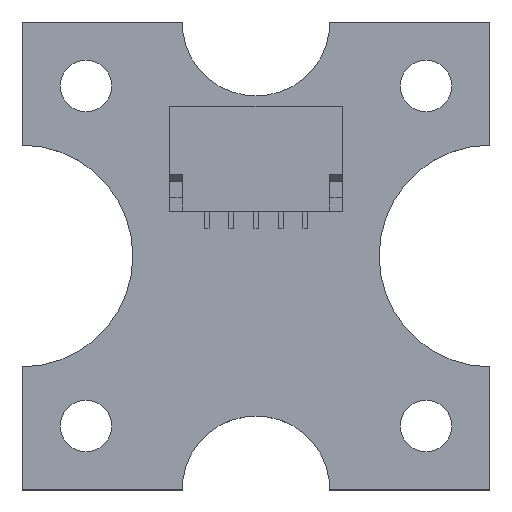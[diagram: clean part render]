
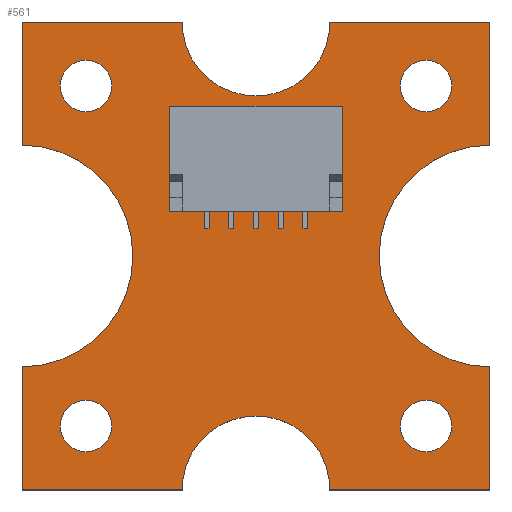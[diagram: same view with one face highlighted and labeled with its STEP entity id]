
A CAD part, top view. The second image highlights one B-rep face of the part: STEP entity #561.
In plain terms, the highlighted planar face has unit normal (0, 0, 1).
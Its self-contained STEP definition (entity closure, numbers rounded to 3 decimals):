
#24 = VERTEX_POINT('',#25);
#25 = CARTESIAN_POINT('',(-9.5,-9.5,0.));
#31 = EDGE_CURVE('',#24,#32,#34,.T.);
#32 = VERTEX_POINT('',#33);
#33 = CARTESIAN_POINT('',(-9.5,-4.501,0.));
#34 = LINE('',#35,#36);
#35 = CARTESIAN_POINT('',(-9.5,-9.5,0.));
#36 = VECTOR('',#37,1.);
#37 = DIRECTION('',(0.,1.,0.));
#62 = EDGE_CURVE('',#32,#63,#65,.T.);
#63 = VERTEX_POINT('',#64);
#64 = CARTESIAN_POINT('',(-9.5,4.501,0.));
#65 = CIRCLE('',#66,4.501);
#66 = AXIS2_PLACEMENT_3D('',#67,#68,#69);
#67 = CARTESIAN_POINT('',(-9.5,0.,0.));
#68 = DIRECTION('',(0.,0.,1.));
#69 = DIRECTION('',(-0.,-1.,0.));
#95 = EDGE_CURVE('',#63,#96,#98,.T.);
#96 = VERTEX_POINT('',#97);
#97 = CARTESIAN_POINT('',(-9.5,9.5,0.));
#98 = LINE('',#99,#100);
#99 = CARTESIAN_POINT('',(-9.5,4.501,0.));
#100 = VECTOR('',#101,1.);
#101 = DIRECTION('',(0.,1.,0.));
#126 = EDGE_CURVE('',#96,#127,#129,.T.);
#127 = VERTEX_POINT('',#128);
#128 = CARTESIAN_POINT('',(-3.002,9.5,0.));
#129 = LINE('',#130,#131);
#130 = CARTESIAN_POINT('',(-9.5,9.5,0.));
#131 = VECTOR('',#132,1.);
#132 = DIRECTION('',(1.,0.,0.));
#157 = EDGE_CURVE('',#127,#158,#160,.T.);
#158 = VERTEX_POINT('',#159);
#159 = CARTESIAN_POINT('',(3.002,9.5,0.));
#160 = CIRCLE('',#161,3.002);
#161 = AXIS2_PLACEMENT_3D('',#162,#163,#164);
#162 = CARTESIAN_POINT('',(0.,9.5,0.));
#163 = DIRECTION('',(0.,0.,1.));
#164 = DIRECTION('',(-1.,0.,-0.));
#190 = EDGE_CURVE('',#158,#191,#193,.T.);
#191 = VERTEX_POINT('',#192);
#192 = CARTESIAN_POINT('',(9.5,9.5,0.));
#193 = LINE('',#194,#195);
#194 = CARTESIAN_POINT('',(3.002,9.5,0.));
#195 = VECTOR('',#196,1.);
#196 = DIRECTION('',(1.,0.,0.));
#221 = EDGE_CURVE('',#191,#222,#224,.T.);
#222 = VERTEX_POINT('',#223);
#223 = CARTESIAN_POINT('',(9.5,4.501,0.));
#224 = LINE('',#225,#226);
#225 = CARTESIAN_POINT('',(9.5,9.5,0.));
#226 = VECTOR('',#227,1.);
#227 = DIRECTION('',(0.,-1.,0.));
#252 = EDGE_CURVE('',#222,#253,#255,.T.);
#253 = VERTEX_POINT('',#254);
#254 = CARTESIAN_POINT('',(9.5,-4.501,0.));
#255 = CIRCLE('',#256,4.501);
#256 = AXIS2_PLACEMENT_3D('',#257,#258,#259);
#257 = CARTESIAN_POINT('',(9.5,0.,0.));
#258 = DIRECTION('',(0.,-0.,1.));
#259 = DIRECTION('',(0.,1.,0.));
#285 = EDGE_CURVE('',#253,#286,#288,.T.);
#286 = VERTEX_POINT('',#287);
#287 = CARTESIAN_POINT('',(9.5,-9.5,0.));
#288 = LINE('',#289,#290);
#289 = CARTESIAN_POINT('',(9.5,-4.501,0.));
#290 = VECTOR('',#291,1.);
#291 = DIRECTION('',(0.,-1.,0.));
#316 = EDGE_CURVE('',#286,#317,#319,.T.);
#317 = VERTEX_POINT('',#318);
#318 = CARTESIAN_POINT('',(3.002,-9.5,0.));
#319 = LINE('',#320,#321);
#320 = CARTESIAN_POINT('',(9.5,-9.5,0.));
#321 = VECTOR('',#322,1.);
#322 = DIRECTION('',(-1.,0.,0.));
#347 = EDGE_CURVE('',#317,#348,#350,.T.);
#348 = VERTEX_POINT('',#349);
#349 = CARTESIAN_POINT('',(-3.002,-9.5,0.));
#350 = CIRCLE('',#351,3.002);
#351 = AXIS2_PLACEMENT_3D('',#352,#353,#354);
#352 = CARTESIAN_POINT('',(0.,-9.5,0.));
#353 = DIRECTION('',(0.,0.,1.));
#354 = DIRECTION('',(1.,0.,-0.));
#380 = EDGE_CURVE('',#348,#24,#381,.T.);
#381 = LINE('',#382,#383);
#382 = CARTESIAN_POINT('',(-3.002,-9.5,0.));
#383 = VECTOR('',#384,1.);
#384 = DIRECTION('',(-1.,0.,0.));
#404 = VERTEX_POINT('',#405);
#405 = CARTESIAN_POINT('',(-5.85,-6.9,0.));
#411 = EDGE_CURVE('',#404,#404,#412,.T.);
#412 = CIRCLE('',#413,1.05);
#413 = AXIS2_PLACEMENT_3D('',#414,#415,#416);
#414 = CARTESIAN_POINT('',(-6.9,-6.9,0.));
#415 = DIRECTION('',(0.,0.,1.));
#416 = DIRECTION('',(1.,0.,-0.));
#437 = VERTEX_POINT('',#438);
#438 = CARTESIAN_POINT('',(-5.85,6.9,0.));
#444 = EDGE_CURVE('',#437,#437,#445,.T.);
#445 = CIRCLE('',#446,1.05);
#446 = AXIS2_PLACEMENT_3D('',#447,#448,#449);
#447 = CARTESIAN_POINT('',(-6.9,6.9,0.));
#448 = DIRECTION('',(0.,0.,1.));
#449 = DIRECTION('',(1.,0.,-0.));
#470 = VERTEX_POINT('',#471);
#471 = CARTESIAN_POINT('',(7.95,-6.9,0.));
#477 = EDGE_CURVE('',#470,#470,#478,.T.);
#478 = CIRCLE('',#479,1.05);
#479 = AXIS2_PLACEMENT_3D('',#480,#481,#482);
#480 = CARTESIAN_POINT('',(6.9,-6.9,0.));
#481 = DIRECTION('',(0.,0.,1.));
#482 = DIRECTION('',(1.,0.,-0.));
#503 = VERTEX_POINT('',#504);
#504 = CARTESIAN_POINT('',(7.95,6.9,0.));
#510 = EDGE_CURVE('',#503,#503,#511,.T.);
#511 = CIRCLE('',#512,1.05);
#512 = AXIS2_PLACEMENT_3D('',#513,#514,#515);
#513 = CARTESIAN_POINT('',(6.9,6.9,0.));
#514 = DIRECTION('',(0.,0.,1.));
#515 = DIRECTION('',(1.,0.,-0.));
#561 = ADVANCED_FACE('',(#562,#576,#579,#582,#585),#588,.F.);
#562 = FACE_BOUND('',#563,.F.);
#563 = EDGE_LOOP('',(#564,#565,#566,#567,#568,#569,#570,#571,#572,#573,
    #574,#575));
#564 = ORIENTED_EDGE('',*,*,#31,.T.);
#565 = ORIENTED_EDGE('',*,*,#62,.T.);
#566 = ORIENTED_EDGE('',*,*,#95,.T.);
#567 = ORIENTED_EDGE('',*,*,#126,.T.);
#568 = ORIENTED_EDGE('',*,*,#157,.T.);
#569 = ORIENTED_EDGE('',*,*,#190,.T.);
#570 = ORIENTED_EDGE('',*,*,#221,.T.);
#571 = ORIENTED_EDGE('',*,*,#252,.T.);
#572 = ORIENTED_EDGE('',*,*,#285,.T.);
#573 = ORIENTED_EDGE('',*,*,#316,.T.);
#574 = ORIENTED_EDGE('',*,*,#347,.T.);
#575 = ORIENTED_EDGE('',*,*,#380,.T.);
#576 = FACE_BOUND('',#577,.F.);
#577 = EDGE_LOOP('',(#578));
#578 = ORIENTED_EDGE('',*,*,#411,.T.);
#579 = FACE_BOUND('',#580,.F.);
#580 = EDGE_LOOP('',(#581));
#581 = ORIENTED_EDGE('',*,*,#444,.T.);
#582 = FACE_BOUND('',#583,.F.);
#583 = EDGE_LOOP('',(#584));
#584 = ORIENTED_EDGE('',*,*,#477,.T.);
#585 = FACE_BOUND('',#586,.F.);
#586 = EDGE_LOOP('',(#587));
#587 = ORIENTED_EDGE('',*,*,#510,.T.);
#588 = PLANE('',#589);
#589 = AXIS2_PLACEMENT_3D('',#590,#591,#592);
#590 = CARTESIAN_POINT('',(0.,0.,0.));
#591 = DIRECTION('',(-0.,-0.,-1.));
#592 = DIRECTION('',(-1.,0.,0.));
